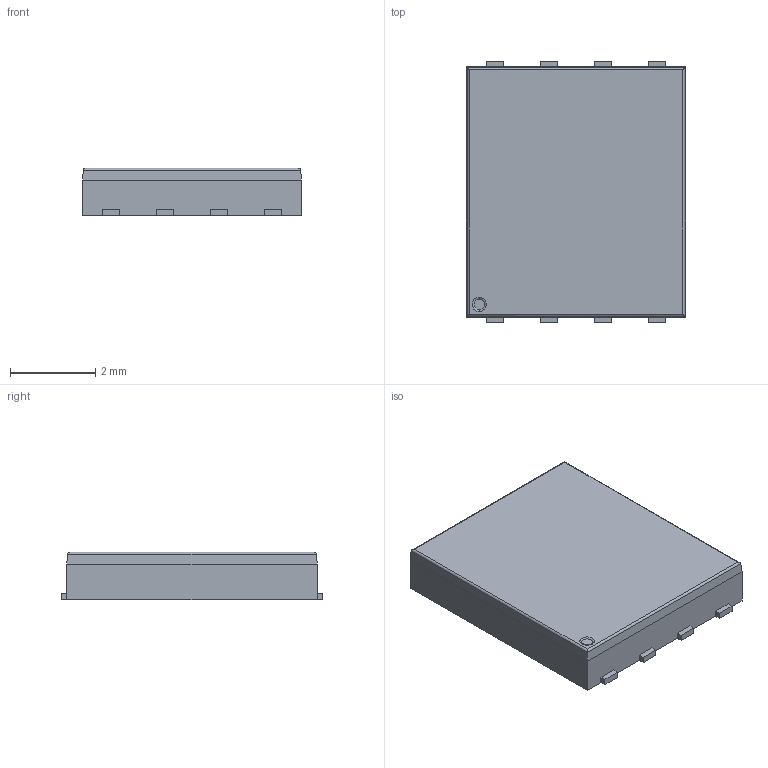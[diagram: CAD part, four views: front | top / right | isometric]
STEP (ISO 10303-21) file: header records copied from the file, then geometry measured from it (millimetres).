
FILE_DESCRIPTION (( 'STEP AP214' ), '1' );
FILE_NAME ( 'ICSOFL8P127_515X615X112L61X42.STEP', '2019-08-14T11:16:53', ( '' ), ( '' ), 'Part was generated with the free Library Expert Lite available at www.PCBLibraries.com. Removing line will violate the End User License Agreement.', '©2017 PCB Libraries, Inc.', '' );
FILE_SCHEMA (( 'AUTOMOTIVE_DESIGN' ));
Length unit declared in the file: millimetre
Products named in the file (1): ICSOFL8P127_515X615X112L61X42
Bounding box: 5.15 x 6.15 x 1.12 mm (x, y, z)
Volume: 34 mm3; surface area: 86.7 mm2
Topology: 9 solids, 9 shells, 65 faces, 130 edges, 84 vertices
Faces by surface type: plane 59, cylinder 4, torus 2
Entity records: 1951 total; most frequent: CARTESIAN_POINT 292, DIRECTION 264, ORIENTED_EDGE 260, EDGE_CURVE 130, VECTOR 120, LINE 120, VERTEX_POINT 84, STYLED_ITEM 75
